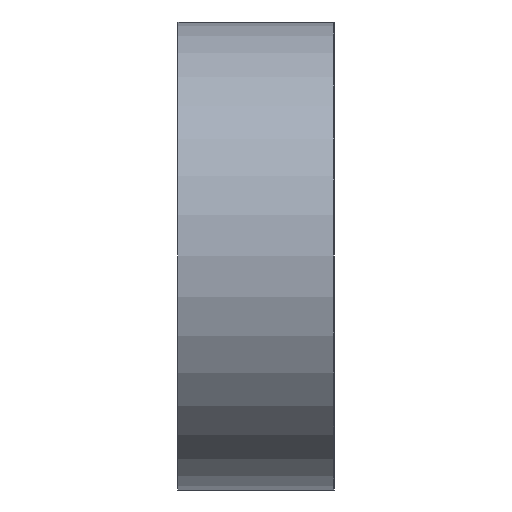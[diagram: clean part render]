
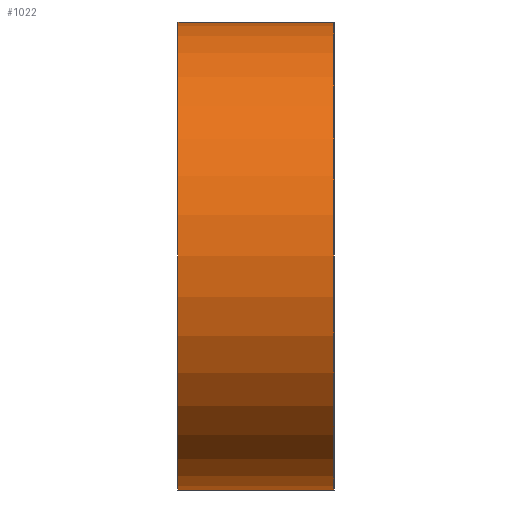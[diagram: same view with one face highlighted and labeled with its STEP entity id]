
A CAD part, left-side view. The second image highlights one B-rep face of the part: STEP entity #1022.
In plain terms, the highlighted cylindrical face has radius 4.763 mm (diameter 9.525 mm), a partial arc.
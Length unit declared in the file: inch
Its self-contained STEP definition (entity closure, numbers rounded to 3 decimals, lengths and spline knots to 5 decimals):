
#4 = CARTESIAN_POINT ( 'NONE',  ( -2.31, 0.125, 0.1875 ) ) ;
#107 = EDGE_LOOP ( 'NONE', ( #805, #761, #1131, #787 ) ) ;
#145 = VECTOR ( 'NONE', #1066, 39.37008 ) ;
#178 = LINE ( 'NONE', #794, #886 ) ;
#217 = EDGE_CURVE ( 'NONE', #803, #502, #682, .T. ) ;
#223 = EDGE_CURVE ( 'NONE', #895, #502, #178, .T. ) ;
#225 = EDGE_CURVE ( 'NONE', #968, #895, #1126, .T. ) ;
#235 = EDGE_CURVE ( 'NONE', #968, #803, #479, .T. ) ;
#237 = FACE_OUTER_BOUND ( 'NONE', #107, .T. ) ;
#479 = LINE ( 'NONE', #1125, #145 ) ;
#502 = VERTEX_POINT ( 'NONE', #1098 ) ;
#594 = DIRECTION ( 'NONE',  ( 0., 0., -1. ) ) ;
#634 = AXIS2_PLACEMENT_3D ( 'NONE', #1145, #1150, #1140 ) ;
#682 = CIRCLE ( 'NONE', #634, 0.1875 ) ;
#702 = CYLINDRICAL_SURFACE ( 'NONE', #730, 0.1875 ) ;
#730 = AXIS2_PLACEMENT_3D ( 'NONE', #1046, #1124, #594 ) ;
#761 = ORIENTED_EDGE ( 'NONE', *, *, #223, .F. ) ;
#787 = ORIENTED_EDGE ( 'NONE', *, *, #235, .T. ) ;
#794 = CARTESIAN_POINT ( 'NONE',  ( -2.31, 0.125, 0.1875 ) ) ;
#803 = VERTEX_POINT ( 'NONE', #943 ) ;
#805 = ORIENTED_EDGE ( 'NONE', *, *, #217, .T. ) ;
#886 = VECTOR ( 'NONE', #1064, 39.37008 ) ;
#895 = VERTEX_POINT ( 'NONE', #4 ) ;
#943 = CARTESIAN_POINT ( 'NONE',  ( -2.31, 0., -0.1875 ) ) ;
#952 = CARTESIAN_POINT ( 'NONE',  ( -2.31, 0.125, -0.1875 ) ) ;
#968 = VERTEX_POINT ( 'NONE', #952 ) ;
#977 = DIRECTION ( 'NONE',  ( 0., 0., 1. ) ) ;
#982 = DIRECTION ( 'NONE',  ( 0., 1., 0. ) ) ;
#989 = CARTESIAN_POINT ( 'NONE',  ( -2.31, 0.125, 0. ) ) ;
#1022 = ADVANCED_FACE ( 'NONE', ( #237 ), #702, .T. ) ;
#1046 = CARTESIAN_POINT ( 'NONE',  ( -2.31, 0.125, 0. ) ) ;
#1064 = DIRECTION ( 'NONE',  ( 0., -1., 0. ) ) ;
#1066 = DIRECTION ( 'NONE',  ( 0., -1., 0. ) ) ;
#1098 = CARTESIAN_POINT ( 'NONE',  ( -2.31, 0., 0.1875 ) ) ;
#1124 = DIRECTION ( 'NONE',  ( 0., -1., 0. ) ) ;
#1125 = CARTESIAN_POINT ( 'NONE',  ( -2.31, 0.125, -0.1875 ) ) ;
#1126 = CIRCLE ( 'NONE', #1136, 0.1875 ) ;
#1131 = ORIENTED_EDGE ( 'NONE', *, *, #225, .F. ) ;
#1136 = AXIS2_PLACEMENT_3D ( 'NONE', #989, #982, #977 ) ;
#1140 = DIRECTION ( 'NONE',  ( 0., 0., 1. ) ) ;
#1145 = CARTESIAN_POINT ( 'NONE',  ( -2.31, 0., 0. ) ) ;
#1150 = DIRECTION ( 'NONE',  ( 0., 1., 0. ) ) ;
